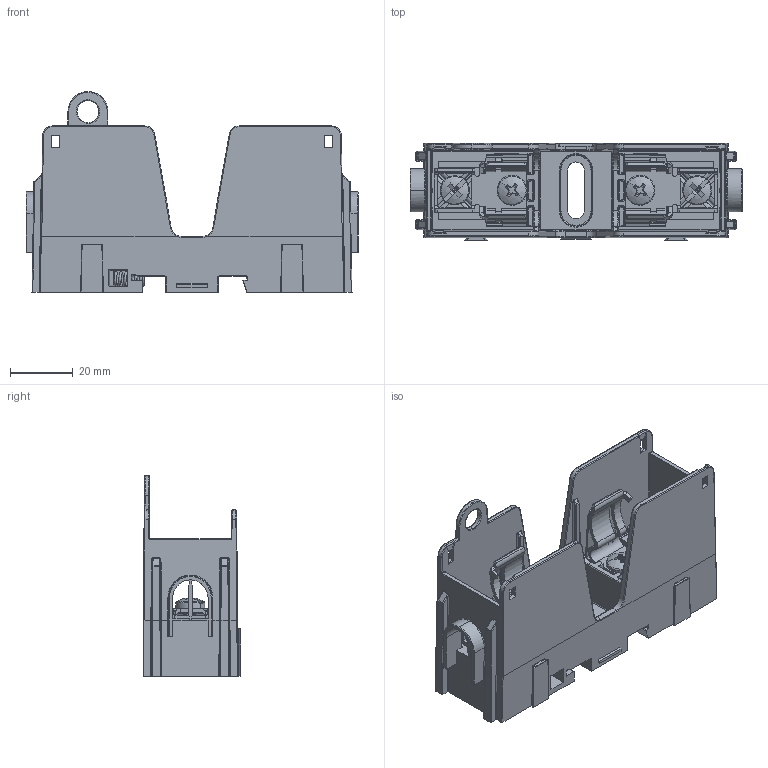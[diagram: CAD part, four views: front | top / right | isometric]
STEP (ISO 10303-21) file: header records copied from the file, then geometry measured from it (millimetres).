
FILE_DESCRIPTION (( 'STEP AP214' ), '1' );
FILE_NAME ('OUT-380444.STEP', '2024-02-26T22:05:25', ( '' ), ( '' ), 'SwSTEP 2.0', 'SolidWorks 2021', '' );
FILE_SCHEMA (( 'AUTOMOTIVE_DESIGN' ));
Length unit declared in the file: inch
Products named in the file (9): 360386_WITH REINFORCING SPRING; 330832_OVER CLIP; F08936_90272A147; 410046; OUT-380444; 280233^OUT-380444; F08923; 370038_WITH REINFORCING SPRING; 220034_2022N118
Assembly tree (10 placements, depth 3):
  OUT-380444
    410046
    360386_WITH REINFORCING SPRING  x2
      370038_WITH REINFORCING SPRING
      330832_OVER CLIP
      F08923
    F08936_90272A147  x2
    220034_2022N118
    280233^OUT-380444
Bounding box: 105.4 x 30.99 x 63.75 mm (x, y, z)
Volume: 58451 mm3; surface area: 49000.8 mm2
Topology: 12 solids, 12 shells, 2332 faces, 5689 edges, 3374 vertices
Faces by surface type: plane 912, cylinder 855, bspline 186, cone 179, sphere 128, torus 72
Entity records: 59633 total; most frequent: CARTESIAN_POINT 20506, ORIENTED_EDGE 8540, DIRECTION 7716, EDGE_CURVE 4270, AXIS2_PLACEMENT_3D 2702, VERTEX_POINT 2531, LINE 2312, VECTOR 2312
